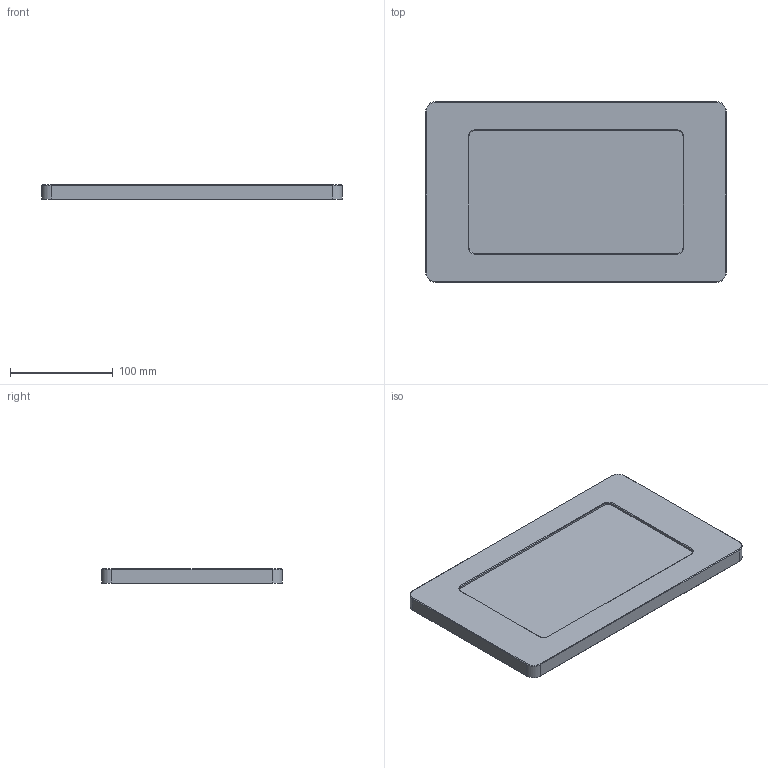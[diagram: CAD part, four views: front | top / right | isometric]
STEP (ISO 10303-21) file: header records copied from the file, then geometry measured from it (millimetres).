
FILE_DESCRIPTION(/* description */ (''),/* implementation_level */ '2;1');
FILE_NAME(/* name */ 'vb_owl_gta7l087_re-creation.stp',/* time_stamp */ '2022-01-20T14:36:47-05:00',/* author */ ('NickC'),/* organization */ (''),/* preprocessor_version */ 'ST-DEVELOPER v17',/* originating_system */ 'Autodesk Inventor 2019',/* authorisation */ '');
FILE_SCHEMA (('AUTOMOTIVE_DESIGN { 1 0 10303 214 3 1 1 }'));
Length unit declared in the file: inch
Products named in the file (1): Part12
Bounding box: 291.85 x 175.51 x 14.48 mm (x, y, z)
Volume: 608951.3 mm3; surface area: 118634.9 mm2
Topology: 1 solids, 1 shells, 82 faces, 183 edges, 109 vertices
Faces by surface type: plane 42, cone 20, cylinder 20
Full cylindrical faces by diameter (mm): 5.08 x4
Entity records: 2276 total; most frequent: DIRECTION 409, CARTESIAN_POINT 375, ORIENTED_EDGE 366, EDGE_CURVE 183, AXIS2_PLACEMENT_3D 143, LINE 123, VECTOR 123, VERTEX_POINT 109
